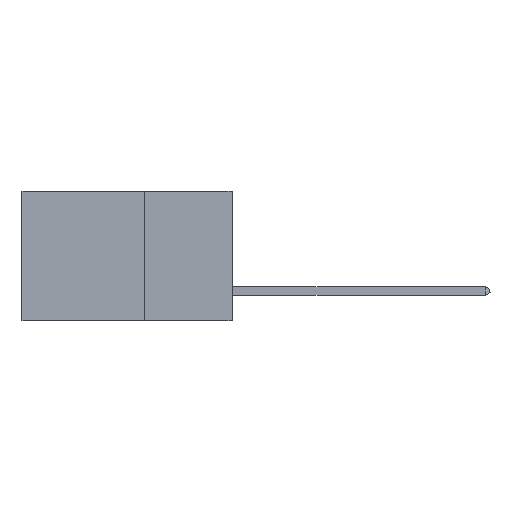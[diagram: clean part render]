
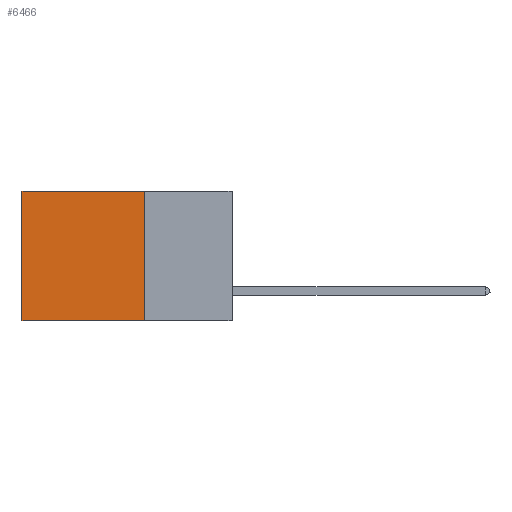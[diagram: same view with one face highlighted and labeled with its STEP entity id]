
A CAD part, left-side view. The second image highlights one B-rep face of the part: STEP entity #6466.
In plain terms, the highlighted planar face has unit normal (-1, 0, 0).
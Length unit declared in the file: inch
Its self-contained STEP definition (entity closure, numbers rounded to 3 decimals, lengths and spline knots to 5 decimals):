
#642 = FACE_OUTER_BOUND ( 'NONE', #17468, .T. ) ;
#1319 = VECTOR ( 'NONE', #16014, 39.37008 ) ;
#1961 = AXIS2_PLACEMENT_3D ( 'NONE', #10881, #18940, #14932 ) ;
#2484 = VERTEX_POINT ( 'NONE', #19144 ) ;
#3316 = CARTESIAN_POINT ( 'NONE',  ( 0.2875, 0.25, 0. ) ) ;
#3754 = CARTESIAN_POINT ( 'NONE',  ( 0.2875, 0.25, 0. ) ) ;
#3757 = CARTESIAN_POINT ( 'NONE',  ( 0.2875, 0.6, 0. ) ) ;
#5094 = VECTOR ( 'NONE', #22504, 39.37008 ) ;
#6466 = ADVANCED_FACE ( 'NONE', ( #642 ), #12817, .F. ) ;
#7189 = VECTOR ( 'NONE', #13000, 39.37008 ) ;
#7427 = ORIENTED_EDGE ( 'NONE', *, *, #16791, .T. ) ;
#7842 = DIRECTION ( 'NONE',  ( 0., 0., -1. ) ) ;
#9748 = VERTEX_POINT ( 'NONE', #10065 ) ;
#10065 = CARTESIAN_POINT ( 'NONE',  ( 0.2875, 0.25, -0.37 ) ) ;
#10371 = EDGE_CURVE ( 'NONE', #25813, #21761, #21310, .T. ) ;
#10881 = CARTESIAN_POINT ( 'NONE',  ( 0.2875, 0.25, 0. ) ) ;
#12203 = ORIENTED_EDGE ( 'NONE', *, *, #14051, .F. ) ;
#12325 = ORIENTED_EDGE ( 'NONE', *, *, #10371, .T. ) ;
#12516 = LINE ( 'NONE', #3754, #1319 ) ;
#12817 = PLANE ( 'NONE',  #1961 ) ;
#13000 = DIRECTION ( 'NONE',  ( 0., 1., 0. ) ) ;
#14051 = EDGE_CURVE ( 'NONE', #9748, #21761, #24722, .T. ) ;
#14252 = EDGE_CURVE ( 'NONE', #2484, #9748, #17204, .T. ) ;
#14932 = DIRECTION ( 'NONE',  ( 0., 0., -1. ) ) ;
#16014 = DIRECTION ( 'NONE',  ( 0., 1., 0. ) ) ;
#16791 = EDGE_CURVE ( 'NONE', #2484, #25813, #12516, .T. ) ;
#17178 = VECTOR ( 'NONE', #7842, 39.37008 ) ;
#17204 = LINE ( 'NONE', #3316, #17178 ) ;
#17468 = EDGE_LOOP ( 'NONE', ( #12325, #12203, #22579, #7427 ) ) ;
#18337 = CARTESIAN_POINT ( 'NONE',  ( 0.2875, 0.6, 0. ) ) ;
#18940 = DIRECTION ( 'NONE',  ( 1., 0., 0. ) ) ;
#19144 = CARTESIAN_POINT ( 'NONE',  ( 0.2875, 0.25, 0. ) ) ;
#19978 = CARTESIAN_POINT ( 'NONE',  ( 0.2875, 0.6, -0.37 ) ) ;
#21310 = LINE ( 'NONE', #18337, #5094 ) ;
#21761 = VERTEX_POINT ( 'NONE', #19978 ) ;
#22504 = DIRECTION ( 'NONE',  ( 0., 0., -1. ) ) ;
#22579 = ORIENTED_EDGE ( 'NONE', *, *, #14252, .F. ) ;
#24722 = LINE ( 'NONE', #25666, #7189 ) ;
#25666 = CARTESIAN_POINT ( 'NONE',  ( 0.2875, 0.25, -0.37 ) ) ;
#25813 = VERTEX_POINT ( 'NONE', #3757 ) ;
